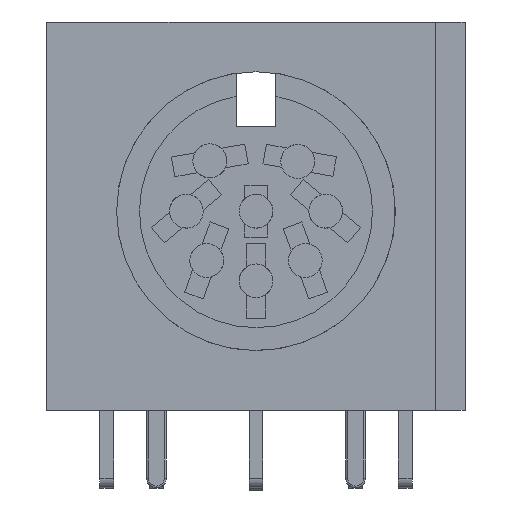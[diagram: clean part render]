
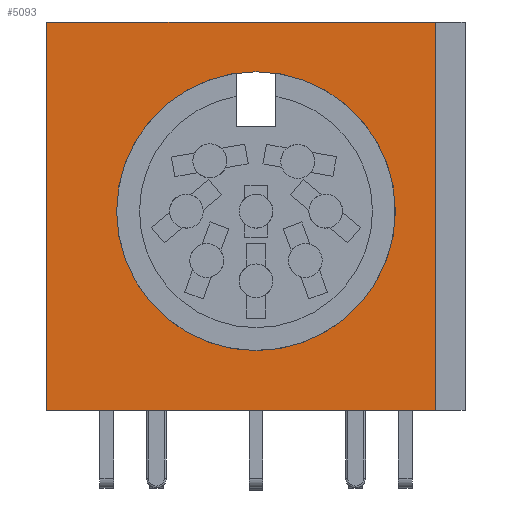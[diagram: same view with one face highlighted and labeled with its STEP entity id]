
A CAD part, front view. The second image highlights one B-rep face of the part: STEP entity #5093.
In plain terms, the highlighted planar face has unit normal (0, -1, 0).
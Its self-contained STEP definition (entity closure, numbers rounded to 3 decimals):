
#109=FACE_BOUND('',#790,.T.);
#247=CIRCLE('',#5517,7.);
#490=FACE_OUTER_BOUND('',#789,.T.);
#789=EDGE_LOOP('',(#4167,#4168,#4169,#4170));
#790=EDGE_LOOP('',(#4171));
#1213=LINE('',#8043,#1781);
#1219=LINE('',#8055,#1787);
#1301=LINE('',#8237,#1869);
#1302=LINE('',#8239,#1870);
#1781=VECTOR('',#6483,1.);
#1787=VECTOR('',#6493,1.);
#1869=VECTOR('',#6681,1.);
#1870=VECTOR('',#6684,1.);
#2310=VERTEX_POINT('',#8032);
#2313=VERTEX_POINT('',#8040);
#2314=VERTEX_POINT('',#8042);
#2317=VERTEX_POINT('',#8053);
#2318=VERTEX_POINT('',#8054);
#2900=EDGE_CURVE('',#2310,#2310,#247,.T.);
#2903=EDGE_CURVE('',#2313,#2314,#1213,.T.);
#2909=EDGE_CURVE('',#2317,#2318,#1219,.T.);
#3006=EDGE_CURVE('',#2313,#2318,#1301,.T.);
#3007=EDGE_CURVE('',#2314,#2317,#1302,.T.);
#4167=ORIENTED_EDGE('',*,*,#3007,.F.);
#4168=ORIENTED_EDGE('',*,*,#2903,.F.);
#4169=ORIENTED_EDGE('',*,*,#3006,.T.);
#4170=ORIENTED_EDGE('',*,*,#2909,.F.);
#4171=ORIENTED_EDGE('',*,*,#2900,.F.);
#4846=PLANE('',#5575);
#5093=ADVANCED_FACE('',(#490,#109),#4846,.F.);
#5517=AXIS2_PLACEMENT_3D('',#8034,#6475,#6476);
#5575=AXIS2_PLACEMENT_3D('',#8238,#6682,#6683);
#6475=DIRECTION('center_axis',(0.,-1.,0.));
#6476=DIRECTION('ref_axis',(1.,0.,0.));
#6483=DIRECTION('',(-1.,0.,0.));
#6493=DIRECTION('',(1.,0.,0.));
#6681=DIRECTION('',(0.,0.,1.));
#6682=DIRECTION('center_axis',(0.,1.,0.));
#6683=DIRECTION('ref_axis',(0.,0.,1.));
#6684=DIRECTION('',(0.,0.,1.));
#8032=CARTESIAN_POINT('',(-7.,0.,0.));
#8034=CARTESIAN_POINT('Origin',(0.,0.,0.));
#8040=CARTESIAN_POINT('',(9.,0.,-10.));
#8042=CARTESIAN_POINT('',(-10.5,0.,-10.));
#8043=CARTESIAN_POINT('',(10.5,0.,-10.));
#8053=CARTESIAN_POINT('',(-10.5,0.,9.5));
#8054=CARTESIAN_POINT('',(9.,0.,9.5));
#8055=CARTESIAN_POINT('',(-10.5,0.,9.5));
#8237=CARTESIAN_POINT('',(9.,0.,-10.));
#8238=CARTESIAN_POINT('Origin',(0.,0.,-0.25));
#8239=CARTESIAN_POINT('',(-10.5,0.,-10.));
